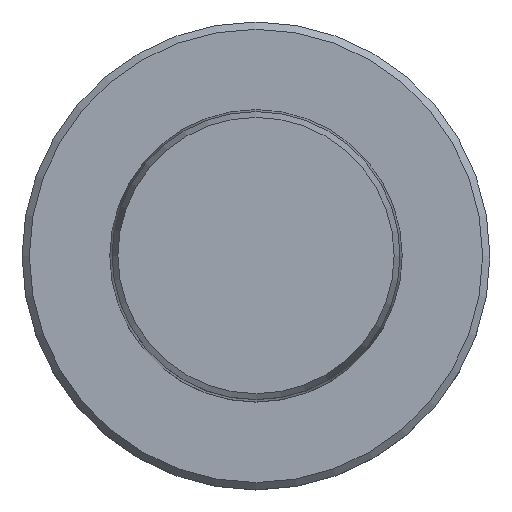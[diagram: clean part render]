
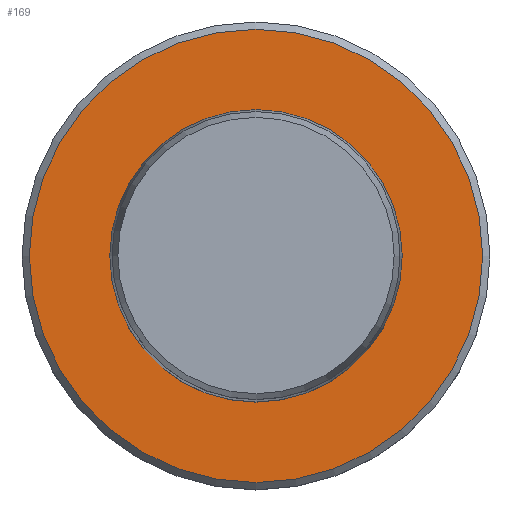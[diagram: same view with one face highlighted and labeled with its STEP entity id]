
A CAD part, top view. The second image highlights one B-rep face of the part: STEP entity #169.
In plain terms, the highlighted planar face has unit normal (0, 0, 1).
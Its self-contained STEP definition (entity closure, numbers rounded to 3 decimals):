
#103=PLANE('',#464);
#135=CIRCLE('',#461,9.998);
#136=CIRCLE('',#463,15.5);
#169=ADVANCED_FACE('CU_VLE_LO_SU_1',(#206,#207),#103,.T.);
#206=FACE_BOUND('',#245,.T.);
#207=FACE_BOUND('',#246,.T.);
#245=EDGE_LOOP('',(#285));
#246=EDGE_LOOP('',(#286));
#285=ORIENTED_EDGE('',*,*,#332,.T.);
#286=ORIENTED_EDGE('',*,*,#331,.F.);
#311=VERTEX_POINT('',#9704);
#312=VERTEX_POINT('',#9707);
#331=EDGE_CURVE('',#311,#311,#135,.T.);
#332=EDGE_CURVE('',#312,#312,#136,.T.);
#461=AXIS2_PLACEMENT_3D('',#9703,#538,#539);
#463=AXIS2_PLACEMENT_3D('',#9706,#542,#543);
#464=AXIS2_PLACEMENT_3D('',#9708,#544,#545);
#538=DIRECTION('',(0.,0.,1.));
#539=DIRECTION('',(0.,1.,0.));
#542=DIRECTION('',(0.,0.,1.));
#543=DIRECTION('',(0.,1.,0.));
#544=DIRECTION('',(0.,0.,1.));
#545=DIRECTION('',(0.,1.,0.));
#9703=CARTESIAN_POINT('',(0.,0.,0.));
#9704=CARTESIAN_POINT('',(0.,9.998,0.));
#9706=CARTESIAN_POINT('',(0.,0.,0.));
#9707=CARTESIAN_POINT('',(0.,15.5,0.));
#9708=CARTESIAN_POINT('',(0.,11.5,0.));
